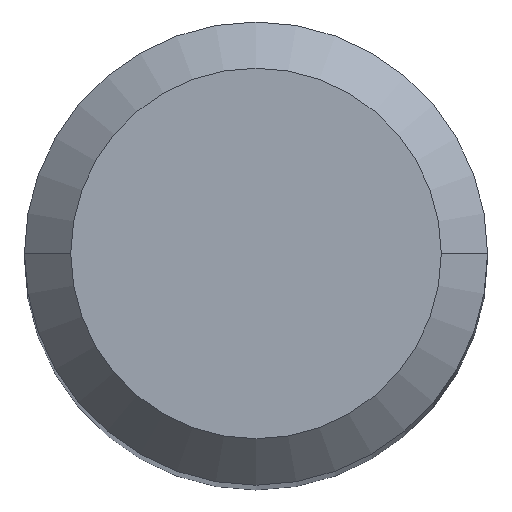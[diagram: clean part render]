
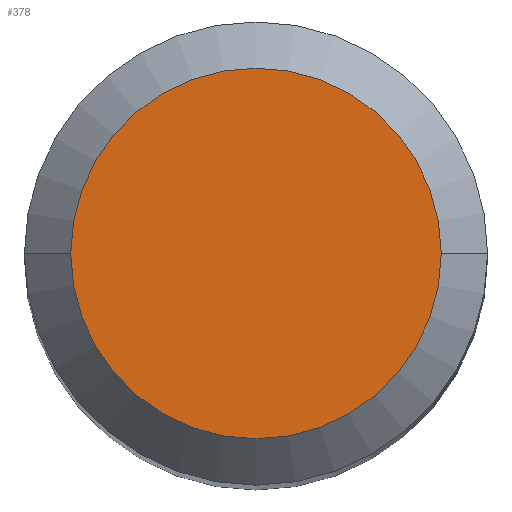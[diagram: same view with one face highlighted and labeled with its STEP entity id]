
A CAD part, top view. The second image highlights one B-rep face of the part: STEP entity #378.
In plain terms, the highlighted planar face has unit normal (0, 0, 1).
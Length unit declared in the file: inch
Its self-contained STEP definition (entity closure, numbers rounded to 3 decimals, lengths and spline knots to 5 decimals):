
#15 = CARTESIAN_POINT ( 'NONE',  ( 0., 0., 0. ) ) ;
#27 = CARTESIAN_POINT ( 'NONE',  ( 0.09448, 0., 0. ) ) ;
#34 = ORIENTED_EDGE ( 'NONE', *, *, #188, .T. ) ;
#87 = AXIS2_PLACEMENT_3D ( 'NONE', #15, #437, #466 ) ;
#90 = CARTESIAN_POINT ( 'NONE',  ( 0., 0., 0. ) ) ;
#93 = FACE_OUTER_BOUND ( 'NONE', #215, .T. ) ;
#126 = CARTESIAN_POINT ( 'NONE',  ( 0., 0., 0. ) ) ;
#142 = EDGE_CURVE ( 'NONE', #181, #388, #383, .T. ) ;
#157 = CIRCLE ( 'NONE', #361, 0.09448 ) ;
#181 = VERTEX_POINT ( 'NONE', #344 ) ;
#188 = EDGE_CURVE ( 'NONE', #388, #181, #157, .T. ) ;
#215 = EDGE_LOOP ( 'NONE', ( #281, #34 ) ) ;
#270 = DIRECTION ( 'NONE',  ( 0., 0., 1. ) ) ;
#275 = PLANE ( 'NONE',  #87 ) ;
#281 = ORIENTED_EDGE ( 'NONE', *, *, #142, .T. ) ;
#344 = CARTESIAN_POINT ( 'NONE',  ( -0.09448, 0., 0. ) ) ;
#361 = AXIS2_PLACEMENT_3D ( 'NONE', #90, #392, #395 ) ;
#378 = ADVANCED_FACE ( 'NONE', ( #93 ), #275, .F. ) ;
#383 = CIRCLE ( 'NONE', #478, 0.09448 ) ;
#388 = VERTEX_POINT ( 'NONE', #27 ) ;
#392 = DIRECTION ( 'NONE',  ( 0., 0., 1. ) ) ;
#395 = DIRECTION ( 'NONE',  ( 1., 0., 0. ) ) ;
#431 = DIRECTION ( 'NONE',  ( 1., 0., 0. ) ) ;
#437 = DIRECTION ( 'NONE',  ( 0., 0., -1. ) ) ;
#466 = DIRECTION ( 'NONE',  ( -1., 0., 0. ) ) ;
#478 = AXIS2_PLACEMENT_3D ( 'NONE', #126, #270, #431 ) ;
